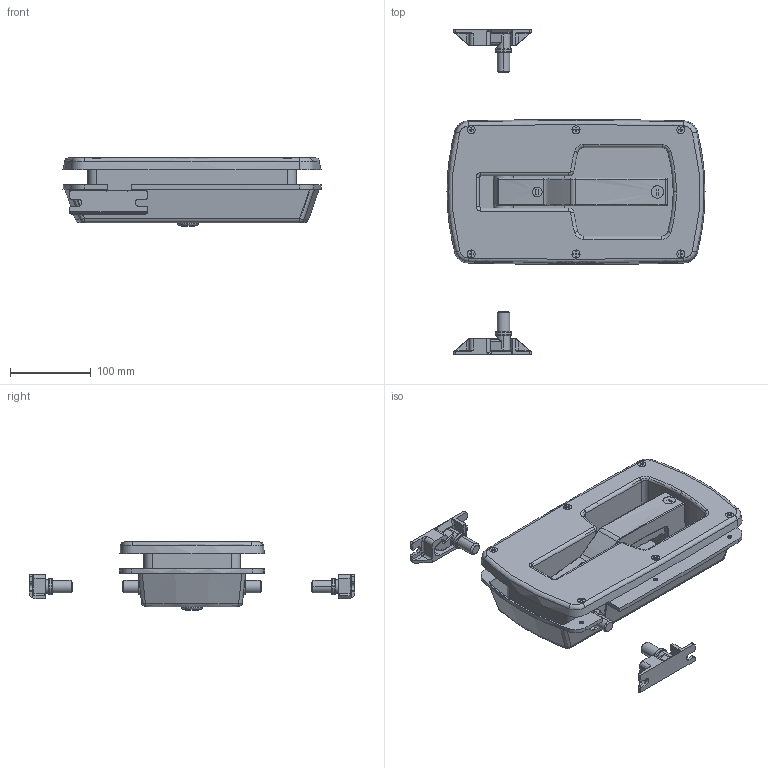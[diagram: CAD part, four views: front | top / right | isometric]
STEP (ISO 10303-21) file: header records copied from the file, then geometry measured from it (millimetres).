
FILE_DESCRIPTION (( 'STEP AP203' ), '1' );
FILE_NAME ('FA-815N-3-B.STEP', '2020-05-22T04:08:51', ( '' ), ( '' ), 'SwSTEP 2.0', 'SolidWorks 2018', '' );
FILE_SCHEMA (( 'CONFIG_CONTROL_DESIGN' ));
Length unit declared in the file: millimetre
Products named in the file (14): FA-1815-S-1乣2__FA-1815-S-2_; FA-815-3_ハンドル_; FA-1815-S-1_-2僼僢僋__FA-1815-S-2-R; FA-815-3_裏カバー_; FA-815-3_表カバー_; C-30-SG-A__C-30-SG-20A; FA-815N-3-B; T0230僟儈乕儘乕僞乕__#T0230-3; FA-815N-3-B_僕儑僀儞僩B_; FA-815-3_ボディ_; FA-1815-S-1_-2僉乕僷乕__L; FA-1815-S-1_-2僉乕僷乕__R; FA-815N-3_十字穴付皿小ねじ_内径基準ver1.02__M5x8十字穴付皿小ねじ(SUS); FA-1815-S-1_-2僼僢僋__FA-1815-S-2-L
Assembly tree (19 placements, depth 3):
  FA-815N-3-B
    FA-815-3_表カバー_
    FA-815-3_ボディ_
    FA-815-3_ハンドル_
    FA-815-3_裏カバー_
    FA-1815-S-1乣2__FA-1815-S-2_
      FA-1815-S-1_-2僉乕僷乕__L
      FA-1815-S-1_-2僼僢僋__FA-1815-S-2-L
      FA-1815-S-1_-2僉乕僷乕__R
      FA-1815-S-1_-2僼僢僋__FA-1815-S-2-R
    C-30-SG-A__C-30-SG-20A
    FA-815N-3_十字穴付皿小ねじ_内径基準ver1.02__M5x8十字穴付皿小ねじ(SUS)  x6
    T0230僟儈乕儘乕僞乕__#T0230-3
    FA-815N-3-B_僕儑僀儞僩B_  x2
Bounding box: 320 x 404 x 84.4 mm (x, y, z)
Volume: 1046009 mm3; surface area: 637707.6 mm2
Topology: 18 solids, 18 shells, 979 faces, 2427 edges, 1514 vertices
Faces by surface type: cylinder 392, plane 329, torus 126, cone 72, bspline 48, sphere 12
Entity records: 28243 total; most frequent: CARTESIAN_POINT 7787, DIRECTION 4219, ORIENTED_EDGE 3834, EDGE_CURVE 1917, AXIS2_PLACEMENT_3D 1708, VERTEX_POINT 1188, CIRCLE 954, EDGE_LOOP 867
